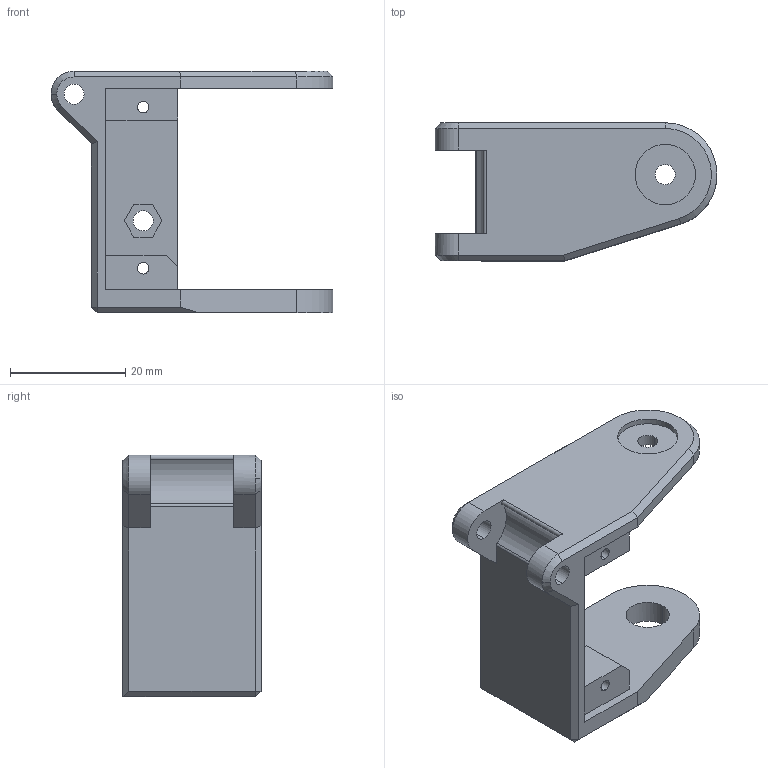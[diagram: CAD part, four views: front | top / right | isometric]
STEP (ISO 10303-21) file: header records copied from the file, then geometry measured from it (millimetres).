
FILE_DESCRIPTION (( 'STEP AP214' ), '1' );
FILE_NAME ('rightBracket.STEP', '2022-07-28T11:26:35', ( '' ), ( '' ), 'SwSTEP 2.0', 'SolidWorks 2020', '' );
FILE_SCHEMA (( 'AUTOMOTIVE_DESIGN' ));
Length unit declared in the file: millimetre
Products named in the file (1): rightBracket
Bounding box: 48.98 x 24 x 42 mm (x, y, z)
Volume: 11401 mm3; surface area: 7567.5 mm2
Topology: 1 solids, 1 shells, 88 faces, 234 edges, 149 vertices
Faces by surface type: plane 52, cylinder 28, cone 8
Entity records: 2793 total; most frequent: CARTESIAN_POINT 485, DIRECTION 476, ORIENTED_EDGE 468, EDGE_CURVE 234, LINE 162, VECTOR 162, AXIS2_PLACEMENT_3D 157, VERTEX_POINT 149
